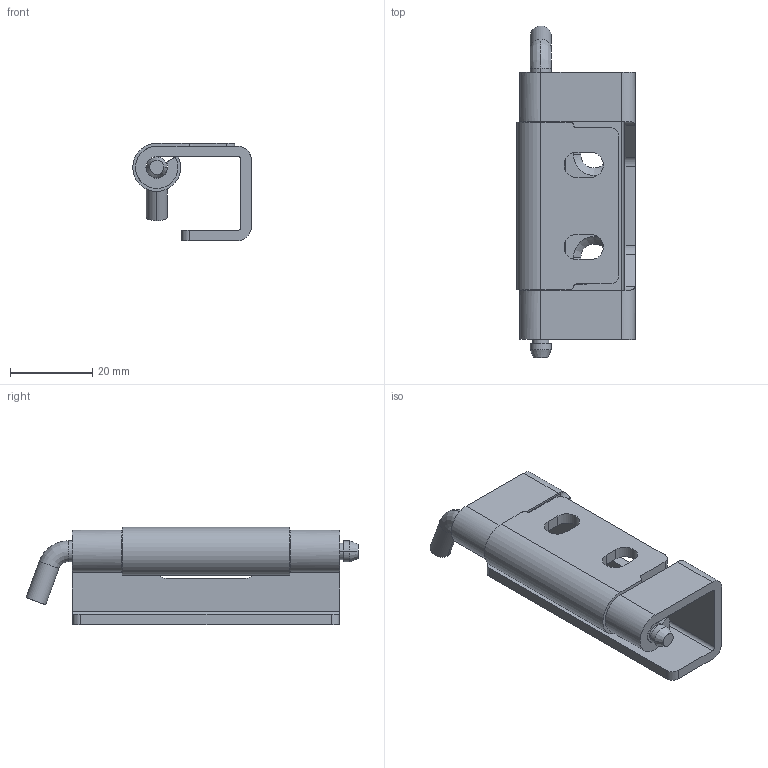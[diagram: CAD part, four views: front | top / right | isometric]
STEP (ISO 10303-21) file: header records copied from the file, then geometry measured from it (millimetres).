
FILE_DESCRIPTION(/* description */ (''),/* implementation_level */ '2;1');
FILE_NAME(/* name */ 'JL238-8',/* time_stamp */ '2026-01-13T13:59:41+08:00',/* author */ (''),/* organization */ (''),/* preprocessor_version */ 'ST-DEVELOPER v19.2',/* originating_system */ 'Rhino 8.5',/* authorisation */ '');
FILE_SCHEMA (('CONFIG_CONTROL_DESIGN'));
Length unit declared in the file: millimetre
Products named in the file (1): Document
Bounding box: 28.85 x 80.82 x 23.7 mm (x, y, z)
Volume: 6181.9 mm3; surface area: 11989.3 mm2
Topology: 2 solids, 3 shells, 90 faces, 248 edges, 152 vertices
Faces by surface type: cylinder 42, plane 36, bspline 12
Entity records: 3230 total; most frequent: CARTESIAN_POINT 1137, ORIENTED_EDGE 474, DIRECTION 284, EDGE_CURVE 248, AXIS2_PLACEMENT_3D 181, VERTEX_POINT 152, EDGE_LOOP 100, TRIMMED_CURVE 100
